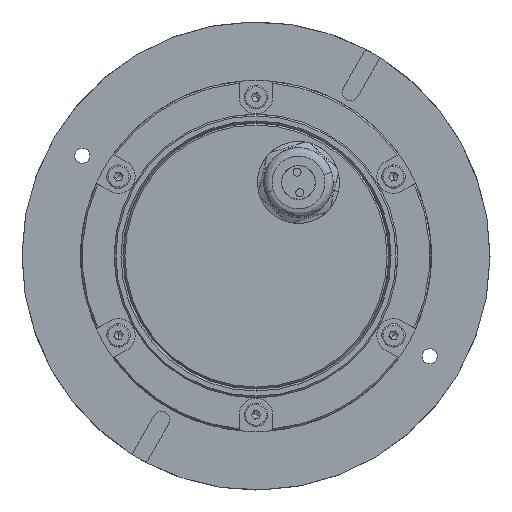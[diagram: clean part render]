
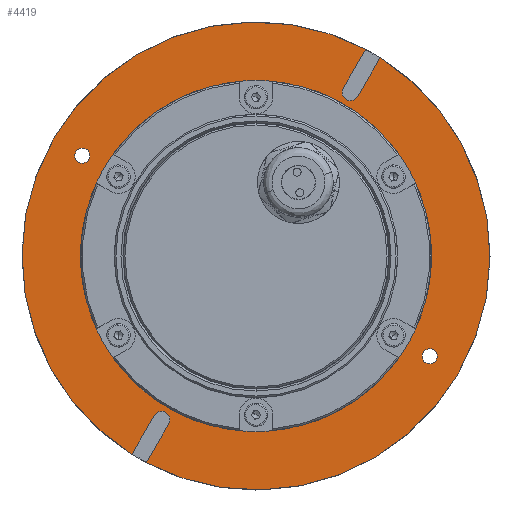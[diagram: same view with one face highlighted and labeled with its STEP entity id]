
A CAD part, front view. The second image highlights one B-rep face of the part: STEP entity #4419.
In plain terms, the highlighted planar face has unit normal (0, -1, 0).
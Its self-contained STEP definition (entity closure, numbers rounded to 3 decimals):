
#661 = VERTEX_POINT ( 'NONE', #12626 ) ;
#746 = ORIENTED_EDGE ( 'NONE', *, *, #43623, .T. ) ;
#1641 = CARTESIAN_POINT ( 'NONE',  ( 40.316, -48.226, -30. ) ) ;
#2141 = EDGE_CURVE ( 'NONE', #13781, #56294, #5698, .T. ) ;
#2353 = ORIENTED_EDGE ( 'NONE', *, *, #58393, .T. ) ;
#2412 = AXIS2_PLACEMENT_3D ( 'NONE', #29709, #36093, #17292 ) ;
#3237 = ORIENTED_EDGE ( 'NONE', *, *, #2141, .T. ) ;
#3429 = VERTEX_POINT ( 'NONE', #38275 ) ;
#3790 = CARTESIAN_POINT ( 'NONE',  ( -62.482, -48.226, 31.949 ) ) ;
#4419 = ADVANCED_FACE ( 'NONE', ( #7156, #72539, #32813, #13102 ), #50913, .T. ) ;
#5390 = CARTESIAN_POINT ( 'NONE',  ( -39.896, -48.226, -48.93 ) ) ;
#5520 = DIRECTION ( 'NONE',  ( -0.5, 0., -0.866 ) ) ;
#5637 = CARTESIAN_POINT ( 'NONE',  ( -48.809, -48.226, -59.369 ) ) ;
#5698 = CIRCLE ( 'NONE', #2412, 2.5 ) ;
#6437 = AXIS2_PLACEMENT_3D ( 'NONE', #62771, #18215, #5520 ) ;
#6792 = CARTESIAN_POINT ( 'NONE',  ( 14.439, -48.226, 50.18 ) ) ;
#6913 = AXIS2_PLACEMENT_3D ( 'NONE', #1641, #19910, #38651 ) ;
#7156 = FACE_BOUND ( 'NONE', #36163, .T. ) ;
#7378 = AXIS2_PLACEMENT_3D ( 'NONE', #10858, #80373, #23801 ) ;
#8087 = VECTOR ( 'NONE', #23872, 1000. ) ;
#8089 = VERTEX_POINT ( 'NONE', #26771 ) ;
#10501 = DIRECTION ( 'NONE',  ( 0., -1., 0. ) ) ;
#10858 = CARTESIAN_POINT ( 'NONE',  ( -11.646, -48.226, 0. ) ) ;
#10920 = CARTESIAN_POINT ( 'NONE',  ( -44.479, -48.226, -61.869 ) ) ;
#11181 = AXIS2_PLACEMENT_3D ( 'NONE', #18856, #63147, #69275 ) ;
#11837 = CARTESIAN_POINT ( 'NONE',  ( 21.187, -48.226, 61.869 ) ) ;
#11930 = AXIS2_PLACEMENT_3D ( 'NONE', #71815, #52946, #16615 ) ;
#12028 = DIRECTION ( 'NONE',  ( 0., 1., 0. ) ) ;
#12626 = CARTESIAN_POINT ( 'NONE',  ( 14.604, -48.226, 45.466 ) ) ;
#12759 = CARTESIAN_POINT ( 'NONE',  ( 33.82, -48.226, -26.25 ) ) ;
#12761 = CARTESIAN_POINT ( 'NONE',  ( -11.646, -48.226, 0. ) ) ;
#12782 = VERTEX_POINT ( 'NONE', #25925 ) ;
#13102 = FACE_OUTER_BOUND ( 'NONE', #82031, .T. ) ;
#13781 = VERTEX_POINT ( 'NONE', #29528 ) ;
#13932 = CARTESIAN_POINT ( 'NONE',  ( -11.646, -48.226, 0. ) ) ;
#14738 = EDGE_CURVE ( 'NONE', #8089, #47808, #57007, .T. ) ;
#16533 = DIRECTION ( 'NONE',  ( -0.5, 0., -0.866 ) ) ;
#16615 = DIRECTION ( 'NONE',  ( -0.5, 0., -0.866 ) ) ;
#17292 = DIRECTION ( 'NONE',  ( -0.5, 0., -0.866 ) ) ;
#17836 = EDGE_CURVE ( 'NONE', #47808, #8089, #75493, .T. ) ;
#18215 = DIRECTION ( 'NONE',  ( 0., 1., 0. ) ) ;
#18856 = CARTESIAN_POINT ( 'NONE',  ( -63.607, -48.226, 30. ) ) ;
#19910 = DIRECTION ( 'NONE',  ( 0., -1., 0. ) ) ;
#21320 = CARTESIAN_POINT ( 'NONE',  ( 25.517, -48.226, 59.369 ) ) ;
#23016 = AXIS2_PLACEMENT_3D ( 'NONE', #78051, #27569, #40532 ) ;
#23153 = ORIENTED_EDGE ( 'NONE', *, *, #52318, .T. ) ;
#23651 = ORIENTED_EDGE ( 'NONE', *, *, #48210, .F. ) ;
#23749 = CARTESIAN_POINT ( 'NONE',  ( 41.441, -48.226, -28.051 ) ) ;
#23801 = DIRECTION ( 'NONE',  ( -0.5, 0., -0.866 ) ) ;
#23872 = DIRECTION ( 'NONE',  ( 0.5, 0., 0.866 ) ) ;
#24681 = DIRECTION ( 'NONE',  ( -0.5, 0., -0.866 ) ) ;
#25438 = DIRECTION ( 'NONE',  ( 0., -1., 0. ) ) ;
#25925 = CARTESIAN_POINT ( 'NONE',  ( 21.165, -48.226, 61.83 ) ) ;
#26771 = CARTESIAN_POINT ( 'NONE',  ( -64.732, -48.226, 28.051 ) ) ;
#27065 = EDGE_CURVE ( 'NONE', #3429, #65055, #74388, .T. ) ;
#27569 = DIRECTION ( 'NONE',  ( 0., 1., 0. ) ) ;
#27673 = EDGE_CURVE ( 'NONE', #61576, #661, #43532, .T. ) ;
#28130 = EDGE_CURVE ( 'NONE', #39590, #73427, #33561, .T. ) ;
#29208 = LINE ( 'NONE', #11837, #77856 ) ;
#29528 = CARTESIAN_POINT ( 'NONE',  ( 18.769, -48.226, 47.68 ) ) ;
#29709 = CARTESIAN_POINT ( 'NONE',  ( 16.604, -48.226, 48.93 ) ) ;
#30494 = DIRECTION ( 'NONE',  ( -0.5, 0., -0.866 ) ) ;
#30585 = DIRECTION ( 'NONE',  ( 0.5, 0., 0.866 ) ) ;
#30769 = EDGE_LOOP ( 'NONE', ( #74176, #34925 ) ) ;
#32694 = DIRECTION ( 'NONE',  ( 0., -1., 0. ) ) ;
#32813 = FACE_BOUND ( 'NONE', #40079, .T. ) ;
#33561 = CIRCLE ( 'NONE', #76688, 2.25 ) ;
#34925 = ORIENTED_EDGE ( 'NONE', *, *, #14738, .F. ) ;
#36093 = DIRECTION ( 'NONE',  ( 0., 1., 0. ) ) ;
#36163 = EDGE_LOOP ( 'NONE', ( #63465, #52885 ) ) ;
#36511 = LINE ( 'NONE', #5637, #65326 ) ;
#38275 = CARTESIAN_POINT ( 'NONE',  ( -38.646, -48.226, -46.765 ) ) ;
#38651 = DIRECTION ( 'NONE',  ( -0.5, 0., -0.866 ) ) ;
#39590 = VERTEX_POINT ( 'NONE', #81870 ) ;
#39693 = LINE ( 'NONE', #10920, #8087 ) ;
#40079 = EDGE_LOOP ( 'NONE', ( #62535, #59764 ) ) ;
#40312 = CARTESIAN_POINT ( 'NONE',  ( 15.354, -48.226, 46.765 ) ) ;
#40532 = DIRECTION ( 'NONE',  ( -0.5, 0., -0.866 ) ) ;
#41448 = ORIENTED_EDGE ( 'NONE', *, *, #69416, .T. ) ;
#42527 = EDGE_CURVE ( 'NONE', #661, #61576, #79986, .T. ) ;
#42695 = EDGE_CURVE ( 'NONE', #12782, #75554, #51158, .T. ) ;
#43317 = EDGE_CURVE ( 'NONE', #73427, #39590, #61960, .T. ) ;
#43532 = CIRCLE ( 'NONE', #44194, 52.5 ) ;
#43623 = EDGE_CURVE ( 'NONE', #56294, #47106, #62925, .T. ) ;
#43836 = CARTESIAN_POINT ( 'NONE',  ( -37.896, -48.226, -45.466 ) ) ;
#44194 = AXIS2_PLACEMENT_3D ( 'NONE', #12761, #76723, #51462 ) ;
#47106 = VERTEX_POINT ( 'NONE', #6792 ) ;
#47808 = VERTEX_POINT ( 'NONE', #3790 ) ;
#48210 = EDGE_CURVE ( 'NONE', #77190, #65055, #39693, .T. ) ;
#50913 = PLANE ( 'NONE',  #72694 ) ;
#51158 = CIRCLE ( 'NONE', #65651, 69.996 ) ;
#51286 = DIRECTION ( 'NONE',  ( -0.5, 0., -0.866 ) ) ;
#51462 = DIRECTION ( 'NONE',  ( -0.5, 0., -0.866 ) ) ;
#51618 = LINE ( 'NONE', #21320, #72490 ) ;
#51901 = EDGE_CURVE ( 'NONE', #77190, #51988, #78524, .T. ) ;
#51988 = VERTEX_POINT ( 'NONE', #76466 ) ;
#52318 = EDGE_CURVE ( 'NONE', #51988, #13781, #51618, .T. ) ;
#52885 = ORIENTED_EDGE ( 'NONE', *, *, #28130, .F. ) ;
#52946 = DIRECTION ( 'NONE',  ( 0., -1., 0. ) ) ;
#55317 = EDGE_CURVE ( 'NONE', #55517, #75554, #36511, .T. ) ;
#55517 = VERTEX_POINT ( 'NONE', #60111 ) ;
#56294 = VERTEX_POINT ( 'NONE', #40312 ) ;
#57007 = CIRCLE ( 'NONE', #11181, 2.25 ) ;
#57083 = ORIENTED_EDGE ( 'NONE', *, *, #27065, .T. ) ;
#58393 = EDGE_CURVE ( 'NONE', #47106, #12782, #29208, .T. ) ;
#59764 = ORIENTED_EDGE ( 'NONE', *, *, #42527, .F. ) ;
#60111 = CARTESIAN_POINT ( 'NONE',  ( -42.061, -48.226, -47.68 ) ) ;
#61576 = VERTEX_POINT ( 'NONE', #43836 ) ;
#61960 = CIRCLE ( 'NONE', #6913, 2.25 ) ;
#62388 = DIRECTION ( 'NONE',  ( -0.5, 0., -0.866 ) ) ;
#62535 = ORIENTED_EDGE ( 'NONE', *, *, #27673, .F. ) ;
#62771 = CARTESIAN_POINT ( 'NONE',  ( 16.604, -48.226, 48.93 ) ) ;
#62925 = CIRCLE ( 'NONE', #6437, 2.5 ) ;
#62935 = CARTESIAN_POINT ( 'NONE',  ( -11.646, -48.226, 0. ) ) ;
#62966 = CIRCLE ( 'NONE', #66029, 2.5 ) ;
#63147 = DIRECTION ( 'NONE',  ( 0., -1., 0. ) ) ;
#63465 = ORIENTED_EDGE ( 'NONE', *, *, #43317, .F. ) ;
#65055 = VERTEX_POINT ( 'NONE', #67435 ) ;
#65326 = VECTOR ( 'NONE', #24681, 1000. ) ;
#65476 = ORIENTED_EDGE ( 'NONE', *, *, #51901, .T. ) ;
#65651 = AXIS2_PLACEMENT_3D ( 'NONE', #13932, #32694, #51286 ) ;
#66029 = AXIS2_PLACEMENT_3D ( 'NONE', #5390, #12028, #30494 ) ;
#67435 = CARTESIAN_POINT ( 'NONE',  ( -37.731, -48.226, -50.18 ) ) ;
#67762 = CARTESIAN_POINT ( 'NONE',  ( 40.316, -48.226, -30. ) ) ;
#69275 = DIRECTION ( 'NONE',  ( -0.5, 0., -0.866 ) ) ;
#69416 = EDGE_CURVE ( 'NONE', #55517, #3429, #62966, .T. ) ;
#69781 = DIRECTION ( 'NONE',  ( -0.5, 0., -0.866 ) ) ;
#71815 = CARTESIAN_POINT ( 'NONE',  ( -63.607, -48.226, 30. ) ) ;
#72294 = DIRECTION ( 'NONE',  ( -0.5, 0., -0.866 ) ) ;
#72490 = VECTOR ( 'NONE', #72294, 1000. ) ;
#72539 = FACE_BOUND ( 'NONE', #30769, .T. ) ;
#72694 = AXIS2_PLACEMENT_3D ( 'NONE', #12759, #25438, #69781 ) ;
#73427 = VERTEX_POINT ( 'NONE', #23749 ) ;
#74176 = ORIENTED_EDGE ( 'NONE', *, *, #17836, .F. ) ;
#74388 = CIRCLE ( 'NONE', #23016, 2.5 ) ;
#74873 = CARTESIAN_POINT ( 'NONE',  ( -44.457, -48.226, -61.83 ) ) ;
#75470 = DIRECTION ( 'NONE',  ( 0., -1., 0. ) ) ;
#75493 = CIRCLE ( 'NONE', #11930, 2.25 ) ;
#75554 = VERTEX_POINT ( 'NONE', #76804 ) ;
#76466 = CARTESIAN_POINT ( 'NONE',  ( 25.495, -48.226, 59.33 ) ) ;
#76688 = AXIS2_PLACEMENT_3D ( 'NONE', #67762, #10501, #16533 ) ;
#76723 = DIRECTION ( 'NONE',  ( 0., -1., 0. ) ) ;
#76804 = CARTESIAN_POINT ( 'NONE',  ( -48.787, -48.226, -59.33 ) ) ;
#76810 = ORIENTED_EDGE ( 'NONE', *, *, #42695, .T. ) ;
#77154 = ORIENTED_EDGE ( 'NONE', *, *, #55317, .F. ) ;
#77190 = VERTEX_POINT ( 'NONE', #74873 ) ;
#77856 = VECTOR ( 'NONE', #30585, 1000. ) ;
#78051 = CARTESIAN_POINT ( 'NONE',  ( -39.896, -48.226, -48.93 ) ) ;
#78524 = CIRCLE ( 'NONE', #7378, 69.996 ) ;
#78934 = AXIS2_PLACEMENT_3D ( 'NONE', #62935, #75470, #62388 ) ;
#79986 = CIRCLE ( 'NONE', #78934, 52.5 ) ;
#80373 = DIRECTION ( 'NONE',  ( 0., -1., 0. ) ) ;
#81870 = CARTESIAN_POINT ( 'NONE',  ( 39.191, -48.226, -31.949 ) ) ;
#82031 = EDGE_LOOP ( 'NONE', ( #3237, #746, #2353, #76810, #77154, #41448, #57083, #23651, #65476, #23153 ) ) ;
